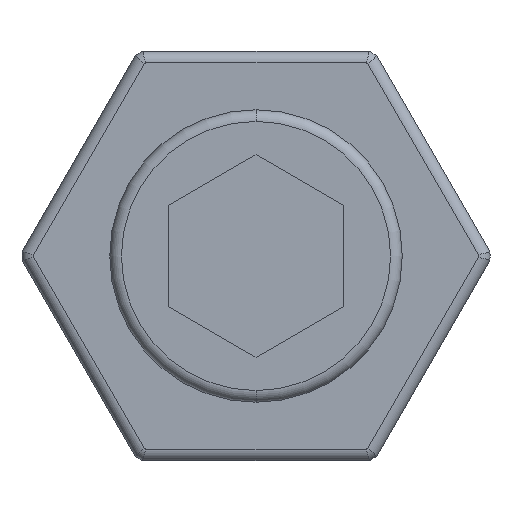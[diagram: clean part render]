
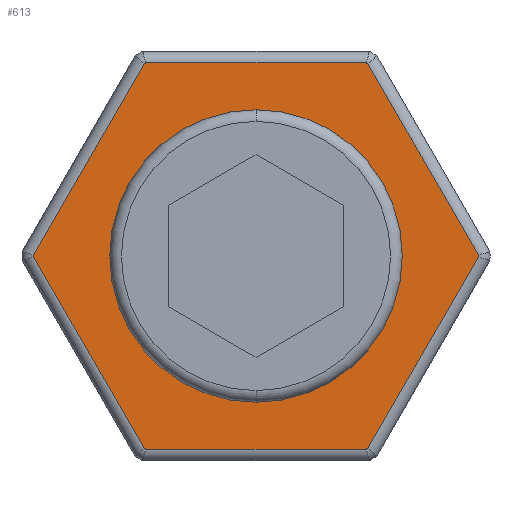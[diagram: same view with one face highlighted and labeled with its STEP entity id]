
A CAD part, front view. The second image highlights one B-rep face of the part: STEP entity #613.
In plain terms, the highlighted planar face has unit normal (0, -1, 0).
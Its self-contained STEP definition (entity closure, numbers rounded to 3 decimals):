
#2 = CARTESIAN_POINT ( 'NONE',  ( -3.826, 31.78, -0.027 ) ) ;
#32 = CARTESIAN_POINT ( 'NONE',  ( 0., 31.78, 0. ) ) ;
#80 = FACE_OUTER_BOUND ( 'NONE', #487, .T. ) ;
#86 = ORIENTED_EDGE ( 'NONE', *, *, #177, .T. ) ;
#115 = EDGE_CURVE ( 'NONE', #609, #1284, #557, .T. ) ;
#141 = DIRECTION ( 'NONE',  ( -1., 0., 0. ) ) ;
#142 = AXIS2_PLACEMENT_3D ( 'NONE', #1554, #472, #1652 ) ;
#153 = DIRECTION ( 'NONE',  ( 0., 0., -1. ) ) ;
#157 = CARTESIAN_POINT ( 'NONE',  ( 1.916, 31.78, 3.282 ) ) ;
#158 = CARTESIAN_POINT ( 'NONE',  ( 0., 31.78, 0. ) ) ;
#177 = EDGE_CURVE ( 'NONE', #1276, #905, #414, .T. ) ;
#179 = ORIENTED_EDGE ( 'NONE', *, *, #1285, .T. ) ;
#202 = VERTEX_POINT ( 'NONE', #1597 ) ;
#214 = DIRECTION ( 'NONE',  ( 0., -1., 0. ) ) ;
#241 = CARTESIAN_POINT ( 'NONE',  ( -4., 31.78, 0. ) ) ;
#244 = LINE ( 'NONE', #734, #626 ) ;
#252 = DIRECTION ( 'NONE',  ( 1., 0., 0. ) ) ;
#271 = DIRECTION ( 'NONE',  ( -0.5, 0., 0.866 ) ) ;
#275 = LINE ( 'NONE', #2, #1413 ) ;
#280 = DIRECTION ( 'NONE',  ( 0., 0., -1. ) ) ;
#289 = VECTOR ( 'NONE', #141, 1000. ) ;
#294 = VERTEX_POINT ( 'NONE', #568 ) ;
#306 = CARTESIAN_POINT ( 'NONE',  ( 0., 31.78, 0. ) ) ;
#313 = VERTEX_POINT ( 'NONE', #157 ) ;
#318 = DIRECTION ( 'NONE',  ( 0., -1., 0. ) ) ;
#333 = CARTESIAN_POINT ( 'NONE',  ( 0., 31.78, -2.2 ) ) ;
#355 = CIRCLE ( 'NONE', #582, 3.8 ) ;
#374 = CARTESIAN_POINT ( 'NONE',  ( -3.8, 31.78, -0.018 ) ) ;
#385 = LINE ( 'NONE', #919, #1691 ) ;
#391 = EDGE_CURVE ( 'NONE', #905, #202, #1497, .T. ) ;
#394 = VECTOR ( 'NONE', #943, 1000. ) ;
#402 = ORIENTED_EDGE ( 'NONE', *, *, #678, .T. ) ;
#414 = LINE ( 'NONE', #1462, #394 ) ;
#429 = ORIENTED_EDGE ( 'NONE', *, *, #391, .T. ) ;
#438 = EDGE_CURVE ( 'NONE', #696, #1276, #721, .T. ) ;
#453 = VERTEX_POINT ( 'NONE', #1363 ) ;
#472 = DIRECTION ( 'NONE',  ( 0., 1., 0. ) ) ;
#487 = EDGE_LOOP ( 'NONE', ( #1367, #1042, #179, #829, #556, #1623, #1015, #627, #402, #1610, #86, #429 ) ) ;
#506 = CARTESIAN_POINT ( 'NONE',  ( -1.936, 31.78, 3.3 ) ) ;
#513 = PLANE ( 'NONE',  #608 ) ;
#526 = CARTESIAN_POINT ( 'NONE',  ( 1.89, 31.78, 3.327 ) ) ;
#556 = ORIENTED_EDGE ( 'NONE', *, *, #1346, .T. ) ;
#557 = CIRCLE ( 'NONE', #1681, 2.2 ) ;
#568 = CARTESIAN_POINT ( 'NONE',  ( 3.8, 31.78, 0.018 ) ) ;
#582 = AXIS2_PLACEMENT_3D ( 'NONE', #1268, #873, #908 ) ;
#608 = AXIS2_PLACEMENT_3D ( 'NONE', #241, #934, #1174 ) ;
#609 = VERTEX_POINT ( 'NONE', #333 ) ;
#613 = ADVANCED_FACE ( 'NONE', ( #1261, #80 ), #513, .T. ) ;
#626 = VECTOR ( 'NONE', #1010, 1000. ) ;
#627 = ORIENTED_EDGE ( 'NONE', *, *, #1237, .T. ) ;
#652 = CARTESIAN_POINT ( 'NONE',  ( 0., 31.78, 0. ) ) ;
#658 = CIRCLE ( 'NONE', #884, 3.8 ) ;
#659 = DIRECTION ( 'NONE',  ( -0.5, 0., -0.866 ) ) ;
#677 = DIRECTION ( 'NONE',  ( 0., 1., 0. ) ) ;
#678 = EDGE_CURVE ( 'NONE', #1433, #696, #275, .T. ) ;
#685 = DIRECTION ( 'NONE',  ( 0., -1., 0. ) ) ;
#696 = VERTEX_POINT ( 'NONE', #1553 ) ;
#721 = CIRCLE ( 'NONE', #1626, 3.8 ) ;
#734 = CARTESIAN_POINT ( 'NONE',  ( 3.826, 31.78, 0.027 ) ) ;
#742 = CARTESIAN_POINT ( 'NONE',  ( -1.884, 31.78, 3.3 ) ) ;
#746 = AXIS2_PLACEMENT_3D ( 'NONE', #652, #1568, #280 ) ;
#747 = CIRCLE ( 'NONE', #1408, 3.8 ) ;
#770 = VERTEX_POINT ( 'NONE', #966 ) ;
#829 = ORIENTED_EDGE ( 'NONE', *, *, #1580, .T. ) ;
#832 = CARTESIAN_POINT ( 'NONE',  ( 1.884, 31.78, -3.3 ) ) ;
#848 = EDGE_CURVE ( 'NONE', #313, #1615, #747, .T. ) ;
#852 = DIRECTION ( 'NONE',  ( 0., 0., -1. ) ) ;
#873 = DIRECTION ( 'NONE',  ( 0., -1., 0. ) ) ;
#875 = VECTOR ( 'NONE', #271, 1000. ) ;
#884 = AXIS2_PLACEMENT_3D ( 'NONE', #306, #318, #852 ) ;
#905 = VERTEX_POINT ( 'NONE', #1265 ) ;
#908 = DIRECTION ( 'NONE',  ( 0., 0., -1. ) ) ;
#919 = CARTESIAN_POINT ( 'NONE',  ( 1.936, 31.78, -3.3 ) ) ;
#934 = DIRECTION ( 'NONE',  ( 0., -1., 0. ) ) ;
#943 = DIRECTION ( 'NONE',  ( 0.5, 0., -0.866 ) ) ;
#966 = CARTESIAN_POINT ( 'NONE',  ( 1.916, 31.78, -3.282 ) ) ;
#1010 = DIRECTION ( 'NONE',  ( 0.5, 0., 0.866 ) ) ;
#1015 = ORIENTED_EDGE ( 'NONE', *, *, #1388, .T. ) ;
#1035 = CARTESIAN_POINT ( 'NONE',  ( 0., 31.78, 0. ) ) ;
#1042 = ORIENTED_EDGE ( 'NONE', *, *, #1179, .T. ) ;
#1052 = CIRCLE ( 'NONE', #142, 2.2 ) ;
#1075 = DIRECTION ( 'NONE',  ( 0., -1., 0. ) ) ;
#1157 = CARTESIAN_POINT ( 'NONE',  ( 0., 31.78, 0. ) ) ;
#1174 = DIRECTION ( 'NONE',  ( 0., 0., -1. ) ) ;
#1179 = EDGE_CURVE ( 'NONE', #1188, #770, #658, .T. ) ;
#1188 = VERTEX_POINT ( 'NONE', #832 ) ;
#1212 = DIRECTION ( 'NONE',  ( 0., 0., -1. ) ) ;
#1237 = EDGE_CURVE ( 'NONE', #1245, #1433, #1478, .T. ) ;
#1245 = VERTEX_POINT ( 'NONE', #742 ) ;
#1261 = FACE_BOUND ( 'NONE', #1351, .T. ) ;
#1265 = CARTESIAN_POINT ( 'NONE',  ( -1.916, 31.78, -3.282 ) ) ;
#1268 = CARTESIAN_POINT ( 'NONE',  ( 0., 31.78, 0. ) ) ;
#1276 = VERTEX_POINT ( 'NONE', #374 ) ;
#1284 = VERTEX_POINT ( 'NONE', #1429 ) ;
#1285 = EDGE_CURVE ( 'NONE', #770, #453, #244, .T. ) ;
#1304 = DIRECTION ( 'NONE',  ( 0., 0., -1. ) ) ;
#1324 = LINE ( 'NONE', #506, #289 ) ;
#1340 = LINE ( 'NONE', #526, #875 ) ;
#1346 = EDGE_CURVE ( 'NONE', #294, #313, #1340, .T. ) ;
#1351 = EDGE_LOOP ( 'NONE', ( #1513, #1512 ) ) ;
#1363 = CARTESIAN_POINT ( 'NONE',  ( 3.8, 31.78, -0.018 ) ) ;
#1367 = ORIENTED_EDGE ( 'NONE', *, *, #1405, .T. ) ;
#1388 = EDGE_CURVE ( 'NONE', #1615, #1245, #1324, .T. ) ;
#1405 = EDGE_CURVE ( 'NONE', #202, #1188, #385, .T. ) ;
#1408 = AXIS2_PLACEMENT_3D ( 'NONE', #158, #685, #1212 ) ;
#1413 = VECTOR ( 'NONE', #659, 1000. ) ;
#1429 = CARTESIAN_POINT ( 'NONE',  ( 0., 31.78, 2.2 ) ) ;
#1433 = VERTEX_POINT ( 'NONE', #1508 ) ;
#1462 = CARTESIAN_POINT ( 'NONE',  ( -1.89, 31.78, -3.327 ) ) ;
#1478 = CIRCLE ( 'NONE', #1664, 3.8 ) ;
#1497 = CIRCLE ( 'NONE', #746, 3.8 ) ;
#1508 = CARTESIAN_POINT ( 'NONE',  ( -1.916, 31.78, 3.282 ) ) ;
#1512 = ORIENTED_EDGE ( 'NONE', *, *, #1562, .T. ) ;
#1513 = ORIENTED_EDGE ( 'NONE', *, *, #115, .T. ) ;
#1553 = CARTESIAN_POINT ( 'NONE',  ( -3.8, 31.78, 0.018 ) ) ;
#1554 = CARTESIAN_POINT ( 'NONE',  ( 0., 31.78, 0. ) ) ;
#1558 = DIRECTION ( 'NONE',  ( 0., 0., -1. ) ) ;
#1562 = EDGE_CURVE ( 'NONE', #1284, #609, #1052, .T. ) ;
#1568 = DIRECTION ( 'NONE',  ( 0., -1., 0. ) ) ;
#1580 = EDGE_CURVE ( 'NONE', #453, #294, #355, .T. ) ;
#1597 = CARTESIAN_POINT ( 'NONE',  ( -1.884, 31.78, -3.3 ) ) ;
#1610 = ORIENTED_EDGE ( 'NONE', *, *, #438, .T. ) ;
#1615 = VERTEX_POINT ( 'NONE', #1662 ) ;
#1623 = ORIENTED_EDGE ( 'NONE', *, *, #848, .T. ) ;
#1626 = AXIS2_PLACEMENT_3D ( 'NONE', #32, #1075, #153 ) ;
#1652 = DIRECTION ( 'NONE',  ( 0., 0., -1. ) ) ;
#1662 = CARTESIAN_POINT ( 'NONE',  ( 1.884, 31.78, 3.3 ) ) ;
#1664 = AXIS2_PLACEMENT_3D ( 'NONE', #1157, #214, #1558 ) ;
#1681 = AXIS2_PLACEMENT_3D ( 'NONE', #1035, #677, #1304 ) ;
#1691 = VECTOR ( 'NONE', #252, 1000. ) ;
